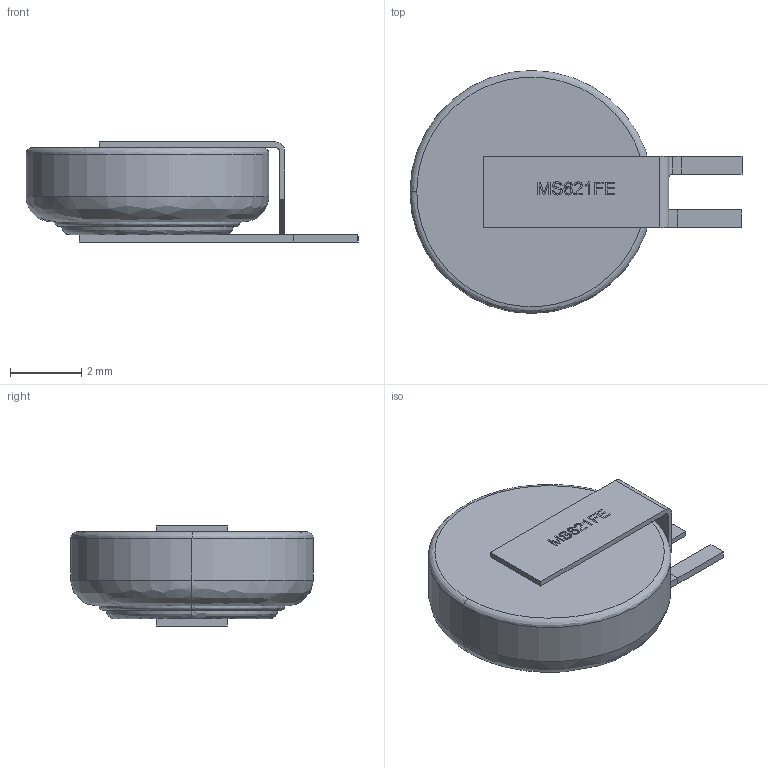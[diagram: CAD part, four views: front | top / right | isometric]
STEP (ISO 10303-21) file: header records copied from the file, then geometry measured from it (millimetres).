
FILE_DESCRIPTION (( 'STEP AP214' ), '1' );
FILE_NAME ('User Library-MS621FE-1.STEP', '2022-09-19T09:58:16', ( '' ), ( '' ), 'SwSTEP 2.0', 'SolidWorks 2022', '' );
FILE_SCHEMA (( 'AUTOMOTIVE_DESIGN' ));
Length unit declared in the file: millimetre
Products named in the file (16): User Library-MS621FE-1; 1; 4; Part_39374; Part_20320; Part_25361; 5; Part_39373; 2; Part_20322; 8; Part_20318; 9; 3; 7; 6
Assembly tree (15 placements, depth 2):
  User Library-MS621FE-1
    Part_20318
    Part_20320
    Part_20322
    Part_39373
    Part_39374
    1
    2
    3
    4
    5
    6
    7
    Part_25361
    8
    9
Bounding box: 9.29 x 6.8 x 2.8 mm (x, y, z)
Volume: 84.5 mm3; surface area: 256 mm2
Topology: 15 solids, 15 shells, 332 faces, 900 edges, 598 vertices
Faces by surface type: bspline 176, plane 148, cylinder 8
Entity records: 16446 total; most frequent: CARTESIAN_POINT 4922, ORIENTED_EDGE 1800, DIRECTION 928, EDGE_CURVE 900, VERTEX_POINT 598, VECTOR 528, LINE 528, UNCERTAINTY_MEASURE_WITH_UNIT 378
